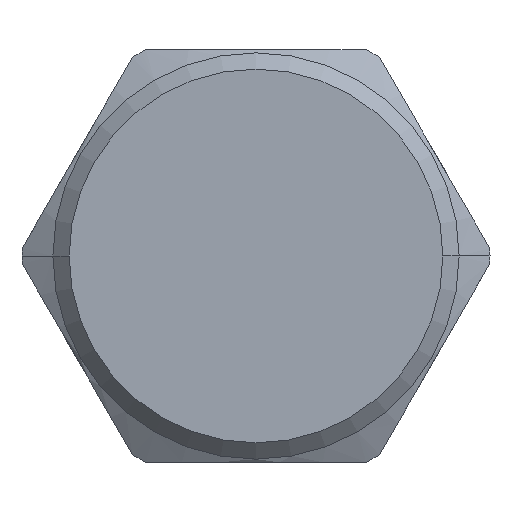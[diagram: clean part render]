
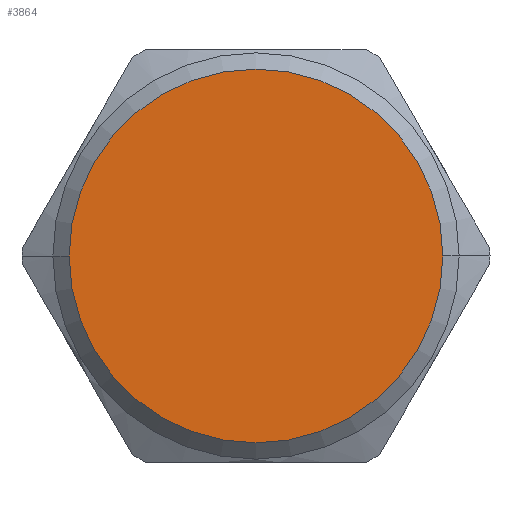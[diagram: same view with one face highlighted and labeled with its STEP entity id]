
A CAD part, left-side view. The second image highlights one B-rep face of the part: STEP entity #3864.
In plain terms, the highlighted planar face has unit normal (-1, 0, 0).
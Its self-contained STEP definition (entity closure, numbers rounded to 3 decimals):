
#205 = DIRECTION ( 'NONE',  ( -1., 0., 0. ) ) ;
#901 = CARTESIAN_POINT ( 'NONE',  ( -10., 11.5, 0. ) ) ;
#1014 = CARTESIAN_POINT ( 'NONE',  ( -10., -11.5, 0. ) ) ;
#1017 = FACE_OUTER_BOUND ( 'NONE', #2320, .T. ) ;
#2320 = EDGE_LOOP ( 'NONE', ( #7875, #7541 ) ) ;
#2330 = DIRECTION ( 'NONE',  ( 0., 1., 0. ) ) ;
#2939 = CARTESIAN_POINT ( 'NONE',  ( -10., 0., 0. ) ) ;
#3246 = AXIS2_PLACEMENT_3D ( 'NONE', #901, #205, #3528 ) ;
#3509 = CIRCLE ( 'NONE', #3870, 11.5 ) ;
#3528 = DIRECTION ( 'NONE',  ( 0., -1., 0. ) ) ;
#3864 = ADVANCED_FACE ( 'NONE', ( #1017 ), #7501, .T. ) ;
#3870 = AXIS2_PLACEMENT_3D ( 'NONE', #2939, #8291, #2330 ) ;
#3917 = AXIS2_PLACEMENT_3D ( 'NONE', #6291, #6925, #4977 ) ;
#4544 = VERTEX_POINT ( 'NONE', #4931 ) ;
#4931 = CARTESIAN_POINT ( 'NONE',  ( -10., 11.5, 0. ) ) ;
#4977 = DIRECTION ( 'NONE',  ( 0., 1., 0. ) ) ;
#5843 = EDGE_CURVE ( 'NONE', #4544, #6322, #3509, .T. ) ;
#5964 = CIRCLE ( 'NONE', #3917, 11.5 ) ;
#6291 = CARTESIAN_POINT ( 'NONE',  ( -10., 0., 0. ) ) ;
#6322 = VERTEX_POINT ( 'NONE', #1014 ) ;
#6925 = DIRECTION ( 'NONE',  ( 1., 0., 0. ) ) ;
#7501 = PLANE ( 'NONE',  #3246 ) ;
#7541 = ORIENTED_EDGE ( 'NONE', *, *, #8092, .F. ) ;
#7875 = ORIENTED_EDGE ( 'NONE', *, *, #5843, .F. ) ;
#8092 = EDGE_CURVE ( 'NONE', #6322, #4544, #5964, .T. ) ;
#8291 = DIRECTION ( 'NONE',  ( 1., 0., 0. ) ) ;
